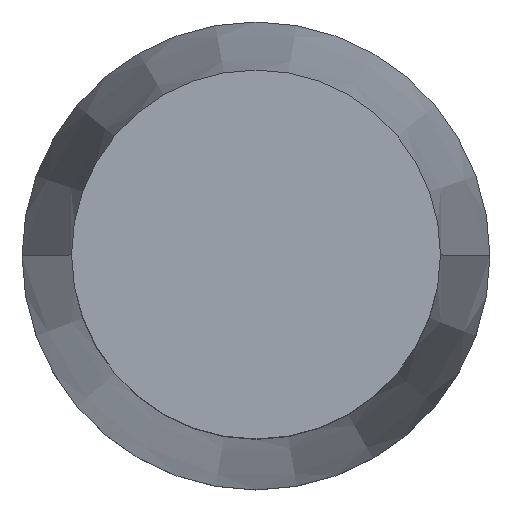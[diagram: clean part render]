
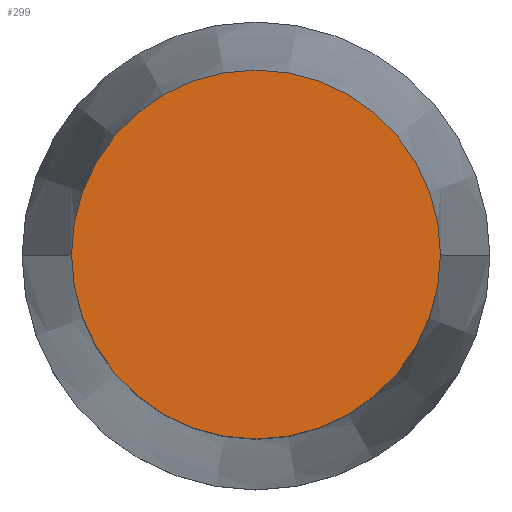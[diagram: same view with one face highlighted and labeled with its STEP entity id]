
A CAD part, top view. The second image highlights one B-rep face of the part: STEP entity #299.
In plain terms, the highlighted planar face has unit normal (0, 0, 1).
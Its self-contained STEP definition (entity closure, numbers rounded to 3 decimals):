
#31 = EDGE_LOOP ( 'NONE', ( #582, #183 ) ) ;
#54 = CARTESIAN_POINT ( 'NONE',  ( -10.25, 0., 0. ) ) ;
#67 = EDGE_CURVE ( 'NONE', #443, #308, #470, .T. ) ;
#126 = CIRCLE ( 'NONE', #226, 10.25 ) ;
#137 = CARTESIAN_POINT ( 'NONE',  ( 0., 0., 0. ) ) ;
#174 = DIRECTION ( 'NONE',  ( 0., 0., 1. ) ) ;
#179 = DIRECTION ( 'NONE',  ( -1., 0., 0. ) ) ;
#183 = ORIENTED_EDGE ( 'NONE', *, *, #67, .T. ) ;
#197 = DIRECTION ( 'NONE',  ( 0., 0., 1. ) ) ;
#226 = AXIS2_PLACEMENT_3D ( 'NONE', #516, #174, #573 ) ;
#237 = PLANE ( 'NONE',  #581 ) ;
#295 = CARTESIAN_POINT ( 'NONE',  ( 0., 0., 0. ) ) ;
#299 = ADVANCED_FACE ( 'NONE', ( #731 ), #237, .F. ) ;
#308 = VERTEX_POINT ( 'NONE', #330 ) ;
#330 = CARTESIAN_POINT ( 'NONE',  ( 10.25, 0., 0. ) ) ;
#443 = VERTEX_POINT ( 'NONE', #54 ) ;
#470 = CIRCLE ( 'NONE', #509, 10.25 ) ;
#509 = AXIS2_PLACEMENT_3D ( 'NONE', #137, #197, #605 ) ;
#516 = CARTESIAN_POINT ( 'NONE',  ( 0., 0., 0. ) ) ;
#567 = EDGE_CURVE ( 'NONE', #308, #443, #126, .T. ) ;
#573 = DIRECTION ( 'NONE',  ( 1., 0., 0. ) ) ;
#581 = AXIS2_PLACEMENT_3D ( 'NONE', #295, #583, #179 ) ;
#582 = ORIENTED_EDGE ( 'NONE', *, *, #567, .T. ) ;
#583 = DIRECTION ( 'NONE',  ( 0., 0., -1. ) ) ;
#605 = DIRECTION ( 'NONE',  ( 1., 0., 0. ) ) ;
#731 = FACE_OUTER_BOUND ( 'NONE', #31, .T. ) ;
